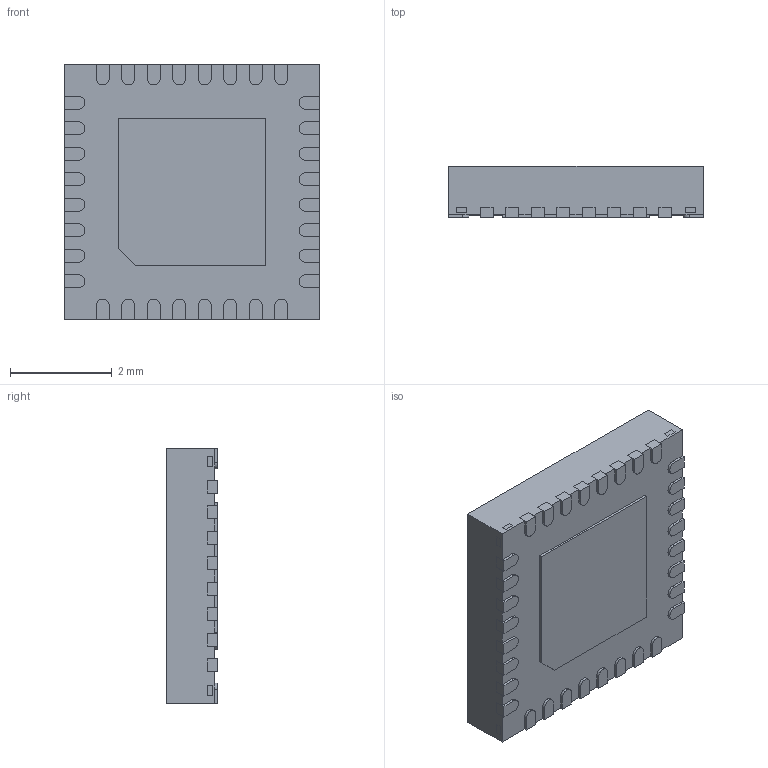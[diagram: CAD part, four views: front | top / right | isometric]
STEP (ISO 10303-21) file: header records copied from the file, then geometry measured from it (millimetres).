
FILE_DESCRIPTION (( 'STEP AP214' ), '1' );
FILE_NAME ('RHB32B.STEP', '2020-09-23T17:14:16', ( '' ), ( '' ), 'SwSTEP 2.0', 'SolidWorks 2017', '' );
FILE_SCHEMA (( 'AUTOMOTIVE_DESIGN' ));
Length unit declared in the file: millimetre
Products named in the file (1): RHB32B
Bounding box: 5 x 1 x 5 mm (x, y, z)
Volume: 24.3 mm3; surface area: 109.5 mm2
Topology: 39 solids, 39 shells, 418 faces, 1014 edges, 676 vertices
Faces by surface type: plane 334, cylinder 84
Entity records: 14487 total; most frequent: CARTESIAN_POINT 2109, ORIENTED_EDGE 2028, DIRECTION 2020, EDGE_CURVE 1014, LINE 846, VECTOR 846, VERTEX_POINT 676, AXIS2_PLACEMENT_3D 587
